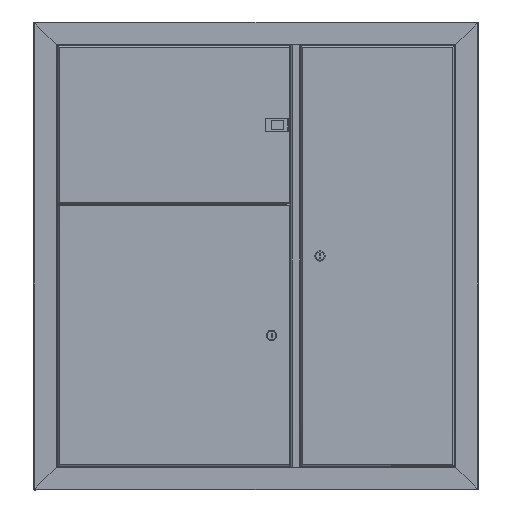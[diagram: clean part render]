
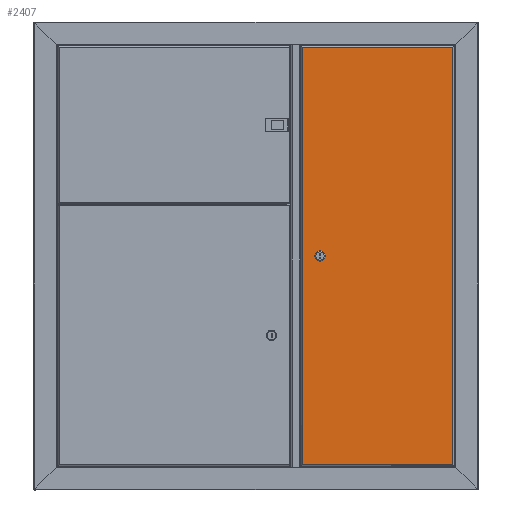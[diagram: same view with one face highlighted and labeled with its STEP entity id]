
A CAD part, top view. The second image highlights one B-rep face of the part: STEP entity #2407.
In plain terms, the highlighted planar face has unit normal (0, 0, 1).
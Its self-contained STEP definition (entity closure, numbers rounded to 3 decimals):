
#1228 = DIRECTION ( 'NONE',  ( 0., 0., 1. ) ) ;
#1644 = ORIENTED_EDGE ( 'NONE', *, *, #34346, .F. ) ;
#1802 = EDGE_CURVE ( 'NONE', #51952, #36477, #19015, .T. ) ;
#2407 = ADVANCED_FACE ( 'NONE', ( #30255, #6307 ), #17490, .F. ) ;
#3293 = DIRECTION ( 'NONE',  ( 1., 0., 0. ) ) ;
#4136 = VECTOR ( 'NONE', #25504, 1000. ) ;
#5119 = EDGE_CURVE ( 'NONE', #23638, #18380, #29776, .T. ) ;
#6307 = FACE_OUTER_BOUND ( 'NONE', #6844, .T. ) ;
#6844 = EDGE_LOOP ( 'NONE', ( #35698, #26102, #41034, #46743 ) ) ;
#8746 = VECTOR ( 'NONE', #3293, 1000. ) ;
#9524 = DIRECTION ( 'NONE',  ( 0., 1., 0. ) ) ;
#10311 = DIRECTION ( 'NONE',  ( -1., 0., 0. ) ) ;
#10800 = VECTOR ( 'NONE', #44200, 1000. ) ;
#12438 = CARTESIAN_POINT ( 'NONE',  ( 1.7, 324., 0. ) ) ;
#13536 = CARTESIAN_POINT ( 'NONE',  ( 1.7, 1.7, 0. ) ) ;
#14222 = EDGE_LOOP ( 'NONE', ( #31792, #38425, #1644, #50754, #48575 ) ) ;
#14295 = LINE ( 'NONE', #38748, #22819 ) ;
#15166 = CIRCLE ( 'NONE', #46595, 9.25 ) ;
#15293 = CARTESIAN_POINT ( 'NONE',  ( 451.849, 31.5, 0. ) ) ;
#16217 = CIRCLE ( 'NONE', #45964, 9.25 ) ;
#16293 = CIRCLE ( 'NONE', #36677, 9.25 ) ;
#17015 = VECTOR ( 'NONE', #28500, 1000. ) ;
#17490 = PLANE ( 'NONE',  #32605 ) ;
#18019 = CARTESIAN_POINT ( 'NONE',  ( 448.2, 40., 0. ) ) ;
#18285 = DIRECTION ( 'NONE',  ( -1., 0., 0. ) ) ;
#18380 = VERTEX_POINT ( 'NONE', #13536 ) ;
#19015 = LINE ( 'NONE', #23250, #8746 ) ;
#21056 = LINE ( 'NONE', #36752, #17015 ) ;
#21467 = CARTESIAN_POINT ( 'NONE',  ( 451.849, 48.5, 0. ) ) ;
#21751 = DIRECTION ( 'NONE',  ( 0., 0., 1. ) ) ;
#22027 = DIRECTION ( 'NONE',  ( 1., 0., 0. ) ) ;
#22523 = CARTESIAN_POINT ( 'NONE',  ( 0., 325.7, 0. ) ) ;
#22819 = VECTOR ( 'NONE', #10311, 1000. ) ;
#23250 = CARTESIAN_POINT ( 'NONE',  ( 451.849, 31.5, 0. ) ) ;
#23409 = LINE ( 'NONE', #48204, #10800 ) ;
#23638 = VERTEX_POINT ( 'NONE', #12438 ) ;
#25504 = DIRECTION ( 'NONE',  ( 0., -1., 0. ) ) ;
#25583 = CARTESIAN_POINT ( 'NONE',  ( 448.2, 40., 0. ) ) ;
#26102 = ORIENTED_EDGE ( 'NONE', *, *, #29073, .T. ) ;
#28500 = DIRECTION ( 'NONE',  ( -1., 0., 0. ) ) ;
#29073 = EDGE_CURVE ( 'NONE', #47969, #42133, #49471, .T. ) ;
#29478 = CARTESIAN_POINT ( 'NONE',  ( 894.7, 0., 0. ) ) ;
#29776 = LINE ( 'NONE', #48789, #4136 ) ;
#30255 = FACE_BOUND ( 'NONE', #14222, .T. ) ;
#31792 = ORIENTED_EDGE ( 'NONE', *, *, #36053, .F. ) ;
#32605 = AXIS2_PLACEMENT_3D ( 'NONE', #22523, #45993, #18285 ) ;
#32751 = EDGE_CURVE ( 'NONE', #18380, #47969, #23409, .T. ) ;
#34286 = VERTEX_POINT ( 'NONE', #42081 ) ;
#34346 = EDGE_CURVE ( 'NONE', #36477, #36423, #15166, .T. ) ;
#35698 = ORIENTED_EDGE ( 'NONE', *, *, #32751, .T. ) ;
#35787 = CARTESIAN_POINT ( 'NONE',  ( 894.7, 1.7, 0. ) ) ;
#36053 = EDGE_CURVE ( 'NONE', #42777, #34286, #14295, .T. ) ;
#36423 = VERTEX_POINT ( 'NONE', #52266 ) ;
#36477 = VERTEX_POINT ( 'NONE', #15293 ) ;
#36677 = AXIS2_PLACEMENT_3D ( 'NONE', #45459, #21751, #22027 ) ;
#36752 = CARTESIAN_POINT ( 'NONE',  ( 894.993, 324., 0. ) ) ;
#37809 = DIRECTION ( 'NONE',  ( 0., 0., 1. ) ) ;
#38071 = EDGE_CURVE ( 'NONE', #42133, #23638, #21056, .T. ) ;
#38425 = ORIENTED_EDGE ( 'NONE', *, *, #45928, .F. ) ;
#38748 = CARTESIAN_POINT ( 'NONE',  ( 451.849, 48.5, 0. ) ) ;
#41034 = ORIENTED_EDGE ( 'NONE', *, *, #38071, .T. ) ;
#41974 = DIRECTION ( 'NONE',  ( 1., 0., 0. ) ) ;
#42081 = CARTESIAN_POINT ( 'NONE',  ( 444.551, 48.5, 0. ) ) ;
#42133 = VERTEX_POINT ( 'NONE', #46931 ) ;
#42777 = VERTEX_POINT ( 'NONE', #21467 ) ;
#44200 = DIRECTION ( 'NONE',  ( 1., 0., 0. ) ) ;
#45459 = CARTESIAN_POINT ( 'NONE',  ( 448.2, 40., 0. ) ) ;
#45928 = EDGE_CURVE ( 'NONE', #36423, #42777, #16217, .T. ) ;
#45964 = AXIS2_PLACEMENT_3D ( 'NONE', #18019, #1228, #41974 ) ;
#45993 = DIRECTION ( 'NONE',  ( 0., 0., -1. ) ) ;
#46595 = AXIS2_PLACEMENT_3D ( 'NONE', #25583, #37809, #51156 ) ;
#46743 = ORIENTED_EDGE ( 'NONE', *, *, #5119, .T. ) ;
#46931 = CARTESIAN_POINT ( 'NONE',  ( 894.7, 324., 0. ) ) ;
#47202 = EDGE_CURVE ( 'NONE', #34286, #51952, #16293, .T. ) ;
#47969 = VERTEX_POINT ( 'NONE', #35787 ) ;
#48204 = CARTESIAN_POINT ( 'NONE',  ( 1.7, 1.7, 0. ) ) ;
#48575 = ORIENTED_EDGE ( 'NONE', *, *, #47202, .F. ) ;
#48789 = CARTESIAN_POINT ( 'NONE',  ( 1.7, 324.293, 0. ) ) ;
#49471 = LINE ( 'NONE', #29478, #52140 ) ;
#50516 = CARTESIAN_POINT ( 'NONE',  ( 444.551, 31.5, 0. ) ) ;
#50754 = ORIENTED_EDGE ( 'NONE', *, *, #1802, .F. ) ;
#51156 = DIRECTION ( 'NONE',  ( 1., 0., 0. ) ) ;
#51952 = VERTEX_POINT ( 'NONE', #50516 ) ;
#52140 = VECTOR ( 'NONE', #9524, 1000. ) ;
#52266 = CARTESIAN_POINT ( 'NONE',  ( 457.45, 40., 0. ) ) ;
